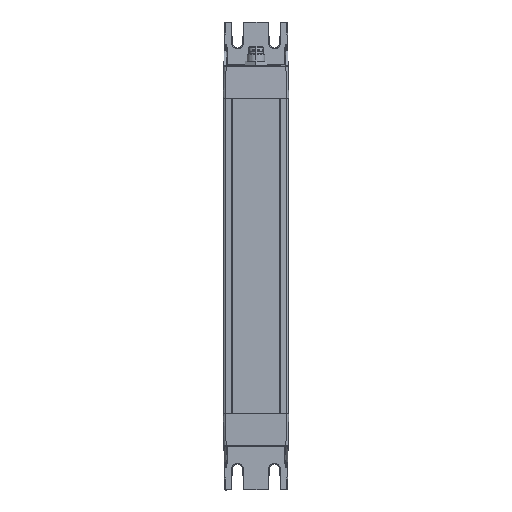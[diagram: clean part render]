
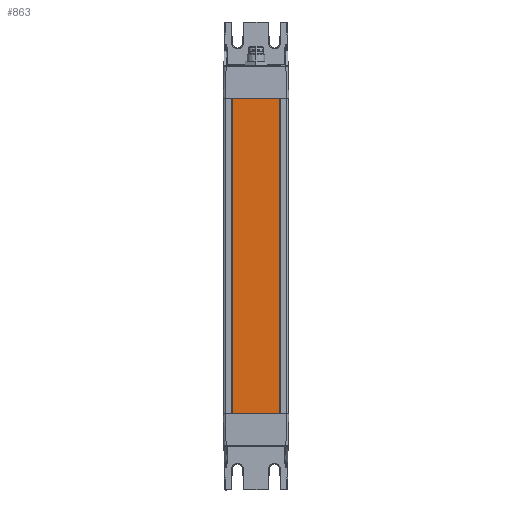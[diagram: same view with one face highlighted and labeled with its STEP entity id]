
A CAD part, top view. The second image highlights one B-rep face of the part: STEP entity #863.
In plain terms, the highlighted planar face has unit normal (0, 0, 1).
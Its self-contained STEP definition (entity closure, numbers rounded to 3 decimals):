
#827=AXIS2_PLACEMENT_3D('Plane Axis2P3D',#824,#825,#826) ;
#824=CARTESIAN_POINT('Axis2P3D Location',(27.5,187.5,15.8)) ;
#829=CARTESIAN_POINT('Line Origine',(14.751,180.,15.8)) ;
#833=CARTESIAN_POINT('Vertex',(2.002,180.,15.8)) ;
#835=CARTESIAN_POINT('Vertex',(27.5,180.,15.8)) ;
#838=CARTESIAN_POINT('Line Origine',(2.002,107.5,15.8)) ;
#842=CARTESIAN_POINT('Vertex',(2.002,35.,15.8)) ;
#845=CARTESIAN_POINT('Line Origine',(14.751,35.,15.8)) ;
#849=CARTESIAN_POINT('Vertex',(27.5,35.,15.8)) ;
#852=CARTESIAN_POINT('Line Origine',(27.5,107.5,15.8)) ;
#825=DIRECTION('Axis2P3D Direction',(0.,0.,1.)) ;
#826=DIRECTION('Axis2P3D XDirection',(-1.,0.,0.)) ;
#830=DIRECTION('Vector Direction',(1.,0.,0.)) ;
#839=DIRECTION('Vector Direction',(0.,1.,0.)) ;
#846=DIRECTION('Vector Direction',(-1.,0.,0.)) ;
#853=DIRECTION('Vector Direction',(0.,-1.,0.)) ;
#831=VECTOR('Line Direction',#830,1.) ;
#840=VECTOR('Line Direction',#839,1.) ;
#847=VECTOR('Line Direction',#846,1.) ;
#854=VECTOR('Line Direction',#853,1.) ;
#858=ORIENTED_EDGE('',*,*,#837,.F.) ;
#859=ORIENTED_EDGE('',*,*,#844,.F.) ;
#860=ORIENTED_EDGE('',*,*,#851,.F.) ;
#861=ORIENTED_EDGE('',*,*,#856,.F.) ;
#863=ADVANCED_FACE('Hauptkoerper',(#862),#828,.T.) ;
#837=EDGE_CURVE('',#834,#836,#832,.T.) ;
#844=EDGE_CURVE('',#843,#834,#841,.T.) ;
#851=EDGE_CURVE('',#850,#843,#848,.T.) ;
#856=EDGE_CURVE('',#836,#850,#855,.T.) ;
#857=EDGE_LOOP('',(#858,#859,#860,#861)) ;
#862=FACE_OUTER_BOUND('',#857,.T.) ;
#832=LINE('Line',#829,#831) ;
#841=LINE('Line',#838,#840) ;
#848=LINE('Line',#845,#847) ;
#855=LINE('Line',#852,#854) ;
#828=PLANE('',#827) ;
#834=VERTEX_POINT('',#833) ;
#836=VERTEX_POINT('',#835) ;
#843=VERTEX_POINT('',#842) ;
#850=VERTEX_POINT('',#849) ;
